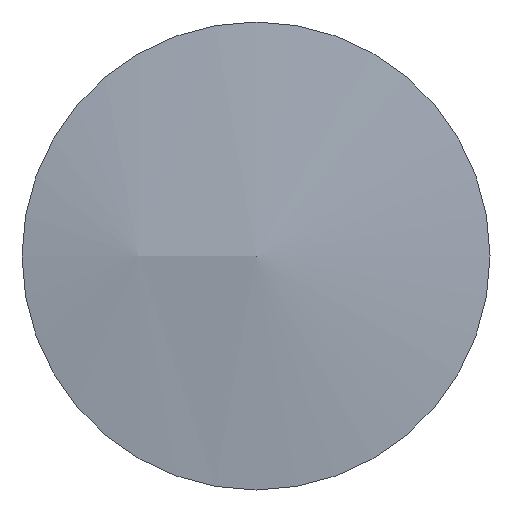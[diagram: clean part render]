
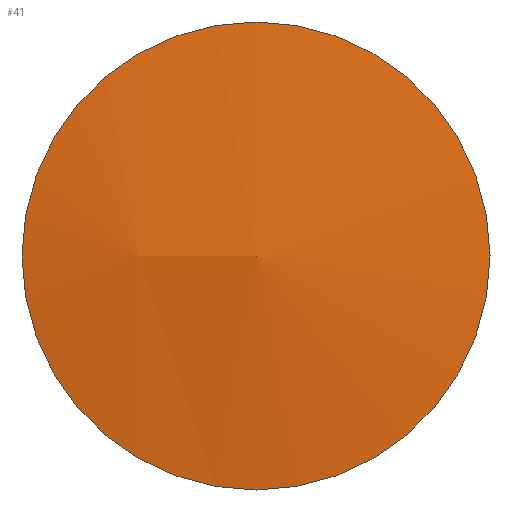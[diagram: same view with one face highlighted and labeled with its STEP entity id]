
A CAD part, left-side view. The second image highlights one B-rep face of the part: STEP entity #41.
In plain terms, the highlighted spherical face has radius 71 mm.
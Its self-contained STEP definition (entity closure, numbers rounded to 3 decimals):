
#41 = ADVANCED_FACE( '', ( #84, #85 ), #86, .T. );
#84 = FACE_BOUND( '', #126, .T. );
#85 = FACE_OUTER_BOUND( '', #127, .T. );
#86 = SPHERICAL_SURFACE( '', #128, 71. );
#126 = VERTEX_LOOP( '', #170 );
#127 = EDGE_LOOP( '', ( #171 ) );
#128 = AXIS2_PLACEMENT_3D( '', #172, #173, #174 );
#170 = VERTEX_POINT( '', #209 );
#171 = ORIENTED_EDGE( '', *, *, #207, .F. );
#172 = CARTESIAN_POINT( '', ( 71., 0., 0. ) );
#173 = DIRECTION( '', ( 1., 0., 0. ) );
#174 = DIRECTION( '', ( 0., 1., 0. ) );
#207 = EDGE_CURVE( '', #230, #230, #231, .T. );
#209 = CARTESIAN_POINT( '', ( 0., 0., 0. ) );
#230 = VERTEX_POINT( '', #255 );
#231 = CIRCLE( '', #256, 14.5 );
#255 = CARTESIAN_POINT( '', ( 1.496, 0., -14.5 ) );
#256 = AXIS2_PLACEMENT_3D( '', #281, #282, #283 );
#281 = CARTESIAN_POINT( '', ( 1.496, 0., 0. ) );
#282 = DIRECTION( '', ( 1., 0., 0. ) );
#283 = DIRECTION( '', ( 0., 0., -1. ) );
